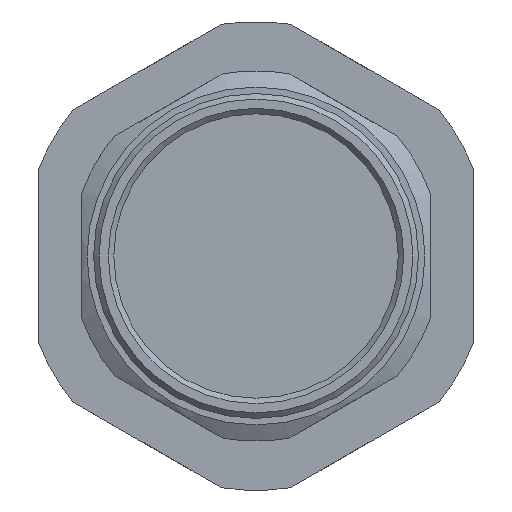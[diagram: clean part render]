
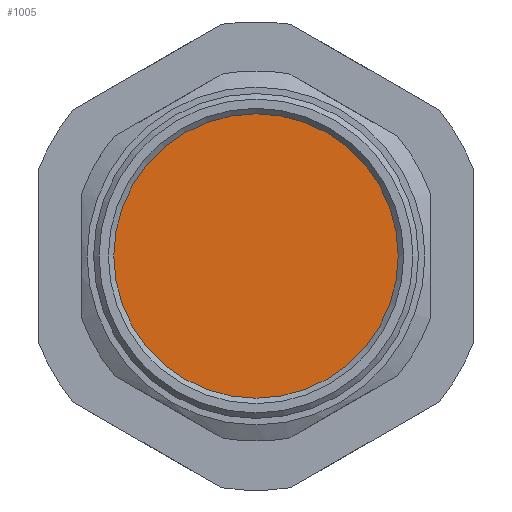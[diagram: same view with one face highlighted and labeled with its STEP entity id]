
A CAD part, left-side view. The second image highlights one B-rep face of the part: STEP entity #1005.
In plain terms, the highlighted planar face has unit normal (-1, 0, 0).
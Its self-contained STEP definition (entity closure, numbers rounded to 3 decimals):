
#79=FACE_OUTER_BOUND('',#139,.T.);
#139=EDGE_LOOP('',(#640));
#210=CIRCLE('',#1095,13.05);
#398=VERTEX_POINT('',#1535);
#494=EDGE_CURVE('',#398,#398,#210,.T.);
#640=ORIENTED_EDGE('',*,*,#494,.F.);
#920=PLANE('',#1094);
#1005=ADVANCED_FACE('',(#79),#920,.T.);
#1094=AXIS2_PLACEMENT_3D('',#1534,#1229,#1230);
#1095=AXIS2_PLACEMENT_3D('',#1536,#1231,#1232);
#1229=DIRECTION('center_axis',(-1.,0.,0.));
#1230=DIRECTION('ref_axis',(0.,0.,1.));
#1231=DIRECTION('center_axis',(1.,0.,0.));
#1232=DIRECTION('ref_axis',(0.,1.,0.));
#1534=CARTESIAN_POINT('Origin',(-14.989,0.296,0.));
#1535=CARTESIAN_POINT('',(-14.989,-12.754,0.));
#1536=CARTESIAN_POINT('Origin',(-14.989,0.296,0.));
